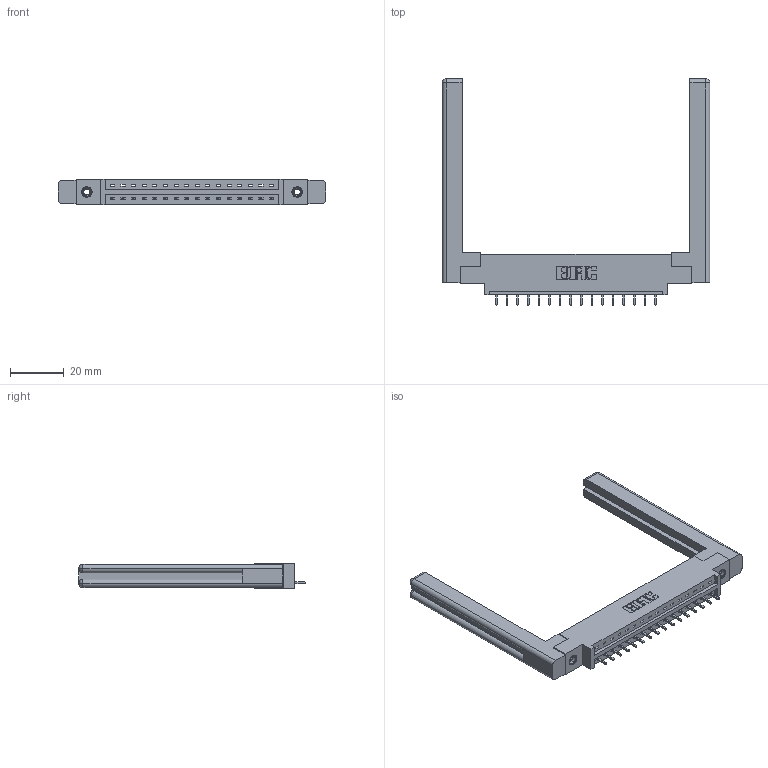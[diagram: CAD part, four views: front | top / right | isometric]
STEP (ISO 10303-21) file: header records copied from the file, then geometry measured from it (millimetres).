
FILE_DESCRIPTION (( 'STEP AP203' ), '1' );
FILE_NAME ('387-016-521-658.STEP', '2019-10-02T18:06:01', ( '' ), ( '' ), 'SwSTEP 2.0', 'SolidWorks 2016', '' );
FILE_SCHEMA (( 'CONFIG_CONTROL_DESIGN' ));
Length unit declared in the file: inch
Products named in the file (5): 307-220-058; 345-250-001_345-250-001-102; 337 Part_0.170 Offset - 0.156 Dia-TI; 345-292-001_345-293-121; 387-016-521-658
Assembly tree (21 placements, depth 2):
  387-016-521-658
    337 Part_0.170 Offset - 0.156 Dia-TI
    345-292-001_345-293-121  x16
    345-250-001_345-250-001-102  x2
    307-220-058  x2
Bounding box: 100.03 x 84.46 x 9.4 mm (x, y, z)
Volume: 17069.7 mm3; surface area: 15210.1 mm2
Topology: 21 solids, 21 shells, 1252 faces, 3685 edges, 2422 vertices
Faces by surface type: plane 894, cylinder 334, cone 12, torus 12
Entity records: 18040 total; most frequent: CARTESIAN_POINT 3141, ORIENTED_EDGE 3032, DIRECTION 2716, EDGE_CURVE 1516, LINE 1340, VECTOR 1340, VERTEX_POINT 1002, AXIS2_PLACEMENT_3D 688
